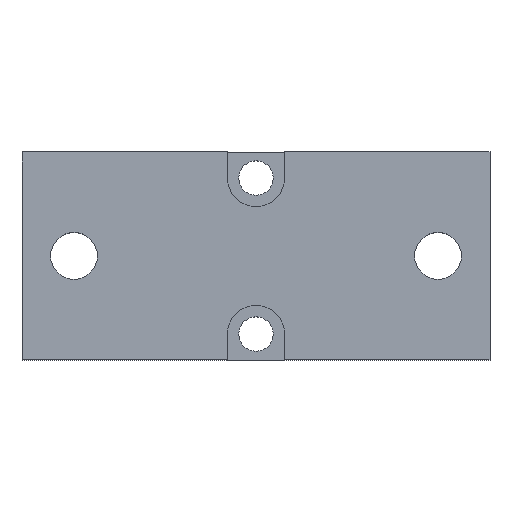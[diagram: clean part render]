
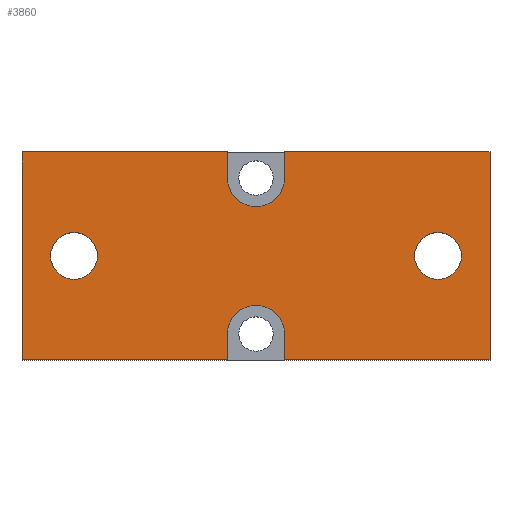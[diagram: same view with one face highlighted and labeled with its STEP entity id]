
A CAD part, top view. The second image highlights one B-rep face of the part: STEP entity #3860.
In plain terms, the highlighted planar face has unit normal (0, 0, 1).
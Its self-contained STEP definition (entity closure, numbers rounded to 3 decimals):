
#960=CARTESIAN_POINT('',(30.5,15.,10.));
#970=VERTEX_POINT('',#960);
#1000=CARTESIAN_POINT('',(35.,15.,10.));
#1010=DIRECTION('',(0.,0.,-1.));
#1020=DIRECTION('',(1.,0.,0.));
#1030=AXIS2_PLACEMENT_3D('',#1000,#1010,#1020);
#1040=CIRCLE('',#1030,4.5);
#1050=CARTESIAN_POINT('',(39.5,15.,10.));
#1060=VERTEX_POINT('',#1050);
#1070=EDGE_CURVE('',#970,#1060,#1040,.T.);
#1380=CARTESIAN_POINT('',(-39.5,15.,10.));
#1390=VERTEX_POINT('',#1380);
#1420=CARTESIAN_POINT('',(-35.,15.,10.));
#1430=DIRECTION('',(0.,0.,-1.));
#1440=DIRECTION('',(1.,0.,0.));
#1450=AXIS2_PLACEMENT_3D('',#1420,#1430,#1440);
#1460=CIRCLE('',#1450,4.5);
#1470=CARTESIAN_POINT('',(-30.5,15.,10.));
#1480=VERTEX_POINT('',#1470);
#1490=EDGE_CURVE('',#1390,#1480,#1460,.T.);
#1740=CARTESIAN_POINT('',(-5.5,0.,10.));
#1750=DIRECTION('',(0.,1.,0.));
#1760=VECTOR('',#1750,1.);
#1770=LINE('',#1740,#1760);
#1780=CARTESIAN_POINT('',(-5.5,30.,10.));
#1790=VERTEX_POINT('',#1780);
#1800=CARTESIAN_POINT('',(-5.5,35.,10.));
#1810=VERTEX_POINT('',#1800);
#1820=EDGE_CURVE('',#1790,#1810,#1770,.T.);
#2140=CARTESIAN_POINT('',(5.5,0.,10.));
#2150=DIRECTION('',(0.,-1.,0.));
#2160=VECTOR('',#2150,1.);
#2170=LINE('',#2140,#2160);
#2180=CARTESIAN_POINT('',(5.5,35.,10.));
#2190=VERTEX_POINT('',#2180);
#2200=CARTESIAN_POINT('',(5.5,30.,10.));
#2210=VERTEX_POINT('',#2200);
#2220=EDGE_CURVE('',#2190,#2210,#2170,.T.);
#2630=CARTESIAN_POINT('',(0.,30.,10.));
#2640=DIRECTION('',(0.,0.,-1.));
#2650=DIRECTION('',(1.,0.,0.));
#2660=AXIS2_PLACEMENT_3D('',#2630,#2640,#2650);
#2670=CIRCLE('',#2660,5.5);
#2680=EDGE_CURVE('',#2210,#1790,#2670,.T.);
#2950=CARTESIAN_POINT('',(-45.5,-5.4,10.));
#2960=DIRECTION('',(0.,0.,1.));
#2970=DIRECTION('',(1.,0.,0.));
#2980=AXIS2_PLACEMENT_3D('',#2950,#2960,#2970);
#2990=PLANE('',#2980);
#3000=CARTESIAN_POINT('',(0.,35.,10.));
#3010=DIRECTION('',(-1.,0.,0.));
#3020=VECTOR('',#3010,1.);
#3030=LINE('',#3000,#3020);
#3040=CARTESIAN_POINT('',(45.,35.,10.));
#3050=VERTEX_POINT('',#3040);
#3060=EDGE_CURVE('',#3050,#2190,#3030,.T.);
#3070=ORIENTED_EDGE('',*,*,#3060,.T.);
#3080=CARTESIAN_POINT('',(45.,0.,10.));
#3090=DIRECTION('',(0.,1.,0.));
#3100=VECTOR('',#3090,1.);
#3110=LINE('',#3080,#3100);
#3120=CARTESIAN_POINT('',(45.,-5.,10.));
#3130=VERTEX_POINT('',#3120);
#3140=EDGE_CURVE('',#3130,#3050,#3110,.T.);
#3150=ORIENTED_EDGE('',*,*,#3140,.T.);
#3160=CARTESIAN_POINT('',(0.,-5.,10.));
#3170=DIRECTION('',(1.,0.,0.));
#3180=VECTOR('',#3170,1.);
#3190=LINE('',#3160,#3180);
#3200=CARTESIAN_POINT('',(5.5,-5.,10.));
#3210=VERTEX_POINT('',#3200);
#3220=EDGE_CURVE('',#3210,#3130,#3190,.T.);
#3230=ORIENTED_EDGE('',*,*,#3220,.T.);
#3240=CARTESIAN_POINT('',(5.5,0.,10.));
#3250=DIRECTION('',(0.,-1.,0.));
#3260=VECTOR('',#3250,1.);
#3270=LINE('',#3240,#3260);
#3280=CARTESIAN_POINT('',(5.5,0.,10.));
#3290=VERTEX_POINT('',#3280);
#3300=EDGE_CURVE('',#3290,#3210,#3270,.T.);
#3310=ORIENTED_EDGE('',*,*,#3300,.T.);
#3320=CARTESIAN_POINT('',(0.,0.,10.
));
#3330=DIRECTION('',(0.,0.,-1.));
#3340=DIRECTION('',(1.,0.,0.));
#3350=AXIS2_PLACEMENT_3D('',#3320,#3330,#3340);
#3360=CIRCLE('',#3350,5.5);
#3370=CARTESIAN_POINT('',(-5.5,0.,10.));
#3380=VERTEX_POINT('',#3370);
#3390=EDGE_CURVE('',#3380,#3290,#3360,.T.);
#3400=ORIENTED_EDGE('',*,*,#3390,.T.);
#3410=CARTESIAN_POINT('',(-5.5,0.,10.));
#3420=DIRECTION('',(0.,1.,0.));
#3430=VECTOR('',#3420,1.);
#3440=LINE('',#3410,#3430);
#3450=CARTESIAN_POINT('',(-5.5,-5.,10.));
#3460=VERTEX_POINT('',#3450);
#3470=EDGE_CURVE('',#3460,#3380,#3440,.T.);
#3480=ORIENTED_EDGE('',*,*,#3470,.T.);
#3490=CARTESIAN_POINT('',(0.,-5.,10.));
#3500=DIRECTION('',(1.,0.,0.));
#3510=VECTOR('',#3500,1.);
#3520=LINE('',#3490,#3510);
#3530=CARTESIAN_POINT('',(-45.,-5.,10.));
#3540=VERTEX_POINT('',#3530);
#3550=EDGE_CURVE('',#3540,#3460,#3520,.T.);
#3560=ORIENTED_EDGE('',*,*,#3550,.T.);
#3570=CARTESIAN_POINT('',(-45.,0.,10.));
#3580=DIRECTION('',(0.,-1.,0.));
#3590=VECTOR('',#3580,1.);
#3600=LINE('',#3570,#3590);
#3610=CARTESIAN_POINT('',(-45.,35.,10.));
#3620=VERTEX_POINT('',#3610);
#3630=EDGE_CURVE('',#3620,#3540,#3600,.T.);
#3640=ORIENTED_EDGE('',*,*,#3630,.T.);
#3650=CARTESIAN_POINT('',(0.,35.,10.));
#3660=DIRECTION('',(-1.,0.,0.));
#3670=VECTOR('',#3660,1.);
#3680=LINE('',#3650,#3670);
#3690=EDGE_CURVE('',#1810,#3620,#3680,.T.);
#3700=ORIENTED_EDGE('',*,*,#3690,.T.);
#3710=ORIENTED_EDGE('',*,*,#1820,.T.);
#3720=ORIENTED_EDGE('',*,*,#2680,.T.);
#3730=ORIENTED_EDGE('',*,*,#2220,.T.);
#3740=EDGE_LOOP('',(#3730,#3720,#3710,#3700,#3640,#3560,#3480,#3400,
#3310,#3230,#3150,#3070));
#3750=FACE_OUTER_BOUND('',#3740,.T.);
#3760=EDGE_CURVE('',#1060,#970,#1040,.T.);
#3770=ORIENTED_EDGE('',*,*,#3760,.T.);
#3780=ORIENTED_EDGE('',*,*,#1070,.T.);
#3790=EDGE_LOOP('',(#3780,#3770));
#3800=FACE_BOUND('',#3790,.T.);
#3810=ORIENTED_EDGE('',*,*,#1490,.T.);
#3820=EDGE_CURVE('',#1480,#1390,#1460,.T.);
#3830=ORIENTED_EDGE('',*,*,#3820,.T.);
#3840=EDGE_LOOP('',(#3830,#3810));
#3850=FACE_BOUND('',#3840,.T.);
#3860=ADVANCED_FACE('',(#3750,#3800,#3850),#2990,.T.);
